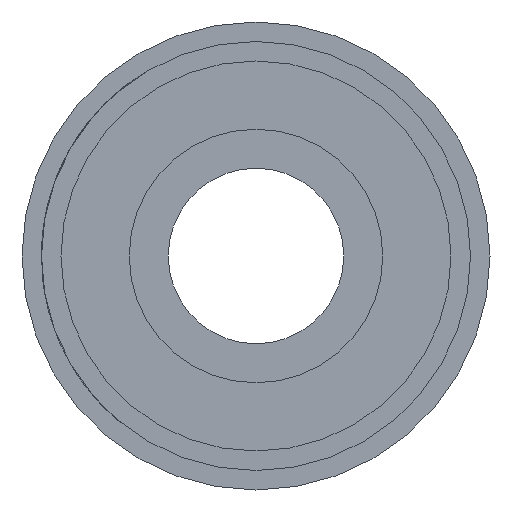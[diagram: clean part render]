
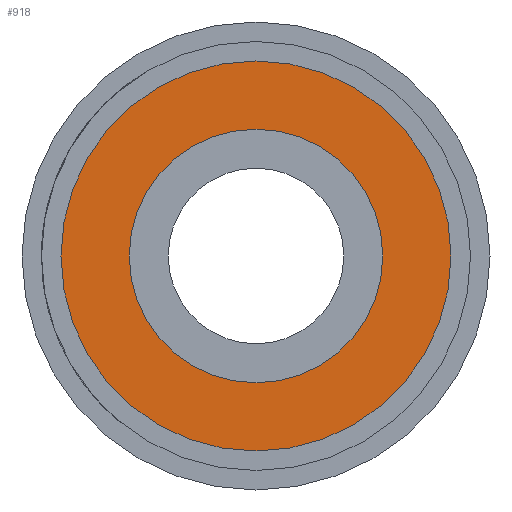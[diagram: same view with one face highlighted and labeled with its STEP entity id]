
A CAD part, left-side view. The second image highlights one B-rep face of the part: STEP entity #918.
In plain terms, the highlighted planar face has unit normal (-1, 0, 0).
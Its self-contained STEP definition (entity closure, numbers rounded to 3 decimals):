
#248 = CARTESIAN_POINT ( 'NONE',  ( 0., 0., 6.5 ) ) ;
#478 = CARTESIAN_POINT ( 'NONE',  ( 0., 0., 0. ) ) ;
#918 = ADVANCED_FACE ( 'NONE', ( #4004, #8840 ), #6733, .F. ) ;
#1234 = CARTESIAN_POINT ( 'NONE',  ( 0., 0., 0. ) ) ;
#1420 = VERTEX_POINT ( 'NONE', #8777 ) ;
#1596 = ORIENTED_EDGE ( 'NONE', *, *, #2908, .T. ) ;
#1611 = DIRECTION ( 'NONE',  ( -1., 0., 0. ) ) ;
#2479 = VERTEX_POINT ( 'NONE', #2517 ) ;
#2517 = CARTESIAN_POINT ( 'NONE',  ( 0., 0., -6.5 ) ) ;
#2549 = CIRCLE ( 'NONE', #7923, 10. ) ;
#2603 = DIRECTION ( 'NONE',  ( 0., 0., -1. ) ) ;
#2647 = DIRECTION ( 'NONE',  ( 1., 0., 0. ) ) ;
#2908 = EDGE_CURVE ( 'NONE', #3905, #1420, #5732, .T. ) ;
#2971 = CARTESIAN_POINT ( 'NONE',  ( 0., 0., 10. ) ) ;
#3134 = DIRECTION ( 'NONE',  ( 0., 0., 1. ) ) ;
#3267 = EDGE_LOOP ( 'NONE', ( #3648, #3691 ) ) ;
#3479 = EDGE_CURVE ( 'NONE', #1420, #3905, #2549, .T. ) ;
#3648 = ORIENTED_EDGE ( 'NONE', *, *, #3959, .F. ) ;
#3691 = ORIENTED_EDGE ( 'NONE', *, *, #6513, .F. ) ;
#3905 = VERTEX_POINT ( 'NONE', #2971 ) ;
#3959 = EDGE_CURVE ( 'NONE', #4600, #2479, #5016, .T. ) ;
#4004 = FACE_BOUND ( 'NONE', #3267, .T. ) ;
#4600 = VERTEX_POINT ( 'NONE', #248 ) ;
#4781 = DIRECTION ( 'NONE',  ( 0., 0., 1. ) ) ;
#4997 = ORIENTED_EDGE ( 'NONE', *, *, #3479, .T. ) ;
#5016 = CIRCLE ( 'NONE', #8504, 6.5 ) ;
#5072 = CARTESIAN_POINT ( 'NONE',  ( 0., 0., 0. ) ) ;
#5297 = DIRECTION ( 'NONE',  ( 0., 0., 1. ) ) ;
#5660 = DIRECTION ( 'NONE',  ( -1., 0., 0. ) ) ;
#5732 = CIRCLE ( 'NONE', #6896, 10. ) ;
#6449 = AXIS2_PLACEMENT_3D ( 'NONE', #1234, #2647, #2603 ) ;
#6513 = EDGE_CURVE ( 'NONE', #2479, #4600, #7507, .T. ) ;
#6586 = DIRECTION ( 'NONE',  ( -1., 0., 0. ) ) ;
#6733 = PLANE ( 'NONE',  #6449 ) ;
#6896 = AXIS2_PLACEMENT_3D ( 'NONE', #7961, #6586, #3134 ) ;
#7507 = CIRCLE ( 'NONE', #8238, 6.5 ) ;
#7898 = EDGE_LOOP ( 'NONE', ( #1596, #4997 ) ) ;
#7923 = AXIS2_PLACEMENT_3D ( 'NONE', #8435, #5660, #8128 ) ;
#7961 = CARTESIAN_POINT ( 'NONE',  ( 0., 0., 0. ) ) ;
#8024 = DIRECTION ( 'NONE',  ( -1., 0., 0. ) ) ;
#8128 = DIRECTION ( 'NONE',  ( 0., 0., 1. ) ) ;
#8238 = AXIS2_PLACEMENT_3D ( 'NONE', #478, #8024, #5297 ) ;
#8435 = CARTESIAN_POINT ( 'NONE',  ( 0., 0., 0. ) ) ;
#8504 = AXIS2_PLACEMENT_3D ( 'NONE', #5072, #1611, #4781 ) ;
#8777 = CARTESIAN_POINT ( 'NONE',  ( 0., 0., -10. ) ) ;
#8840 = FACE_OUTER_BOUND ( 'NONE', #7898, .T. ) ;
